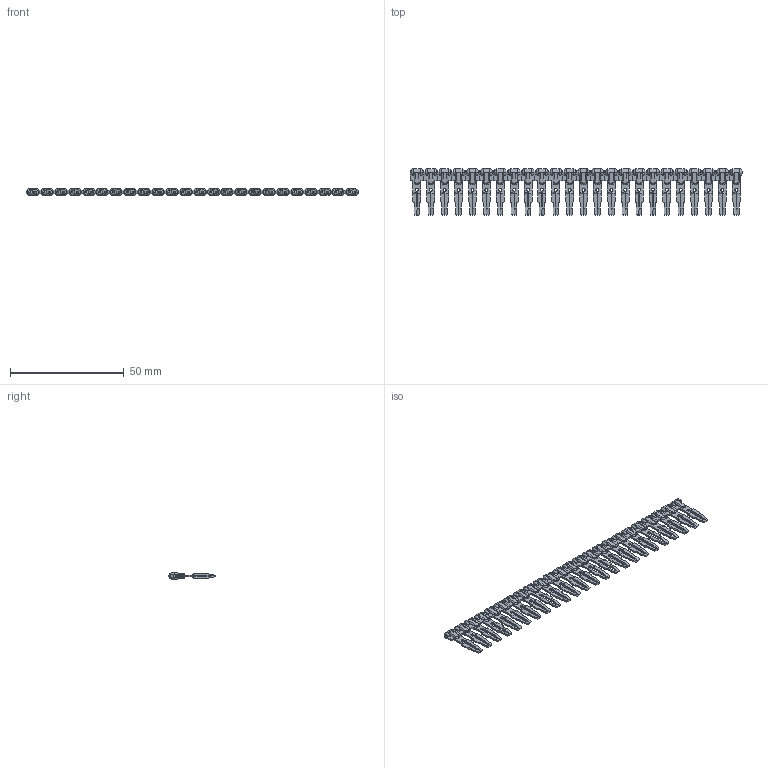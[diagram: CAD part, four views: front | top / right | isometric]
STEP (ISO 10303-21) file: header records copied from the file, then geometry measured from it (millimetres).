
FILE_DESCRIPTION (( 'STEP AP214' ), '1' );
FILE_NAME ('43520_24_DN-24J4Y.STEP', '2014-05-29T12:42:30', ( '' ), ( '' ), 'SwSTEP 2.0', 'SolidWorks 2013', '' );
FILE_SCHEMA (( 'AUTOMOTIVE_DESIGN' ));
Length unit declared in the file: millimetre
Products named in the file (5): J4PM_J4 INTERMEDIO; J4PSX_J4 INTERMEDIO; J4_N; J4_M; 43520_24_DN-24J4Y
Assembly tree (50 placements, depth 2):
  43520_24_DN-24J4Y
    J4_M  x2
    J4_N  x23
    J4PSX_J4 INTERMEDIO  x2
    J4PM_J4 INTERMEDIO  x23
Bounding box: 145.85 x 20.34 x 3 mm (x, y, z)
Volume: 2567.4 mm3; surface area: 6827.9 mm2
Topology: 50 solids, 50 shells, 1905 faces, 5221 edges, 3412 vertices
Faces by surface type: plane 1113, cylinder 567, torus 125, bspline 100
Entity records: 5634 total; most frequent: CARTESIAN_POINT 1467, DIRECTION 836, ORIENTED_EDGE 786, EDGE_CURVE 393, AXIS2_PLACEMENT_3D 284, VECTOR 268, LINE 268, VERTEX_POINT 257
